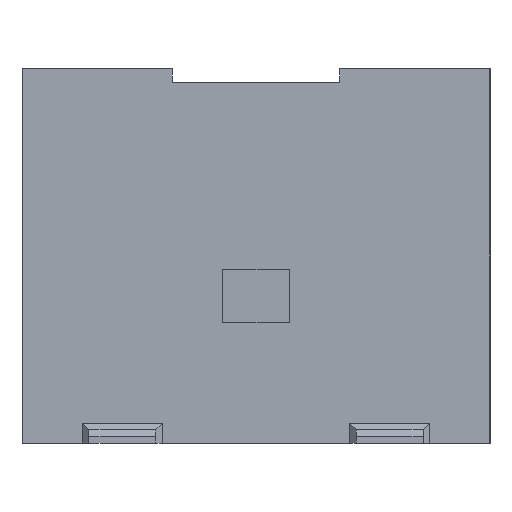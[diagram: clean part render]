
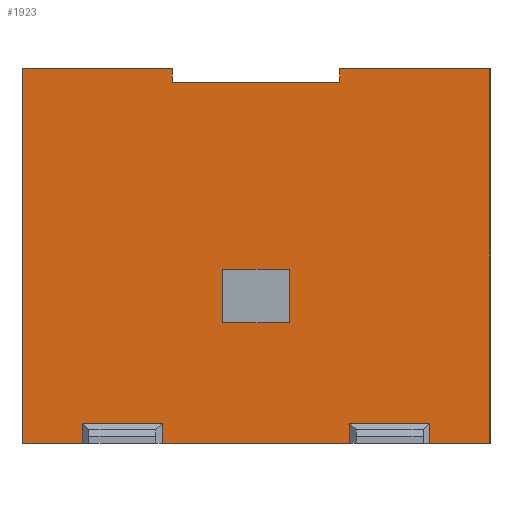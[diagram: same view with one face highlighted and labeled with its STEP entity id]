
A CAD part, left-side view. The second image highlights one B-rep face of the part: STEP entity #1923.
In plain terms, the highlighted planar face has unit normal (-1, 0, 0).
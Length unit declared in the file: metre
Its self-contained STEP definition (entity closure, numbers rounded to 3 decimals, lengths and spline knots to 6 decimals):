
#48=ORIENTED_EDGE('',*,*,#596,.F.);
#49=ORIENTED_EDGE('',*,*,#597,.T.);
#50=ORIENTED_EDGE('',*,*,#598,.T.);
#51=ORIENTED_EDGE('',*,*,#599,.F.);
#52=ORIENTED_EDGE('',*,*,#600,.T.);
#53=ORIENTED_EDGE('',*,*,#601,.T.);
#54=ORIENTED_EDGE('',*,*,#581,.T.);
#55=ORIENTED_EDGE('',*,*,#602,.T.);
#56=ORIENTED_EDGE('',*,*,#603,.F.);
#57=ORIENTED_EDGE('',*,*,#604,.T.);
#58=ORIENTED_EDGE('',*,*,#605,.T.);
#59=ORIENTED_EDGE('',*,*,#606,.T.);
#60=ORIENTED_EDGE('',*,*,#607,.F.);
#61=ORIENTED_EDGE('',*,*,#608,.T.);
#62=ORIENTED_EDGE('',*,*,#609,.T.);
#63=ORIENTED_EDGE('',*,*,#610,.T.);
#64=ORIENTED_EDGE('',*,*,#611,.F.);
#65=ORIENTED_EDGE('',*,*,#612,.F.);
#66=ORIENTED_EDGE('',*,*,#613,.T.);
#67=ORIENTED_EDGE('',*,*,#614,.F.);
#581=EDGE_CURVE('',#856,#855,#1039,.T.);
#596=EDGE_CURVE('',#870,#871,#1054,.T.);
#597=EDGE_CURVE('',#870,#872,#1055,.T.);
#598=EDGE_CURVE('',#872,#873,#1056,.T.);
#599=EDGE_CURVE('',#871,#873,#1057,.T.);
#600=EDGE_CURVE('',#874,#875,#1058,.T.);
#601=EDGE_CURVE('',#875,#856,#1059,.T.);
#602=EDGE_CURVE('',#855,#876,#1060,.T.);
#603=EDGE_CURVE('',#877,#876,#1061,.T.);
#604=EDGE_CURVE('',#877,#878,#1062,.T.);
#605=EDGE_CURVE('',#878,#879,#1063,.T.);
#606=EDGE_CURVE('',#879,#880,#1064,.T.);
#607=EDGE_CURVE('',#881,#880,#1065,.T.);
#608=EDGE_CURVE('',#881,#882,#1066,.T.);
#609=EDGE_CURVE('',#882,#883,#1067,.T.);
#610=EDGE_CURVE('',#883,#884,#1068,.T.);
#611=EDGE_CURVE('',#885,#884,#1069,.T.);
#612=EDGE_CURVE('',#886,#885,#1070,.T.);
#613=EDGE_CURVE('',#886,#887,#1071,.T.);
#614=EDGE_CURVE('',#874,#887,#1072,.T.);
#855=VERTEX_POINT('',#2649);
#856=VERTEX_POINT('',#2651);
#870=VERTEX_POINT('',#2683);
#871=VERTEX_POINT('',#2684);
#872=VERTEX_POINT('',#2686);
#873=VERTEX_POINT('',#2688);
#874=VERTEX_POINT('',#2691);
#875=VERTEX_POINT('',#2692);
#876=VERTEX_POINT('',#2695);
#877=VERTEX_POINT('',#2697);
#878=VERTEX_POINT('',#2699);
#879=VERTEX_POINT('',#2701);
#880=VERTEX_POINT('',#2703);
#881=VERTEX_POINT('',#2705);
#882=VERTEX_POINT('',#2707);
#883=VERTEX_POINT('',#2709);
#884=VERTEX_POINT('',#2711);
#885=VERTEX_POINT('',#2713);
#886=VERTEX_POINT('',#2715);
#887=VERTEX_POINT('',#2717);
#1039=LINE('',#2650,#1301);
#1054=LINE('',#2682,#1316);
#1055=LINE('',#2685,#1317);
#1056=LINE('',#2687,#1318);
#1057=LINE('',#2689,#1319);
#1058=LINE('',#2690,#1320);
#1059=LINE('',#2693,#1321);
#1060=LINE('',#2694,#1322);
#1061=LINE('',#2696,#1323);
#1062=LINE('',#2698,#1324);
#1063=LINE('',#2700,#1325);
#1064=LINE('',#2702,#1326);
#1065=LINE('',#2704,#1327);
#1066=LINE('',#2706,#1328);
#1067=LINE('',#2708,#1329);
#1068=LINE('',#2710,#1330);
#1069=LINE('',#2712,#1331);
#1070=LINE('',#2714,#1332);
#1071=LINE('',#2716,#1333);
#1072=LINE('',#2718,#1334);
#1301=VECTOR('',#2156,1.);
#1316=VECTOR('',#2177,1.);
#1317=VECTOR('',#2178,1.);
#1318=VECTOR('',#2179,1.);
#1319=VECTOR('',#2180,1.);
#1320=VECTOR('',#2181,1.);
#1321=VECTOR('',#2182,1.);
#1322=VECTOR('',#2183,1.);
#1323=VECTOR('',#2184,1.);
#1324=VECTOR('',#2185,1.);
#1325=VECTOR('',#2186,1.);
#1326=VECTOR('',#2187,1.);
#1327=VECTOR('',#2188,1.);
#1328=VECTOR('',#2189,1.);
#1329=VECTOR('',#2190,1.);
#1330=VECTOR('',#2191,1.);
#1331=VECTOR('',#2192,1.);
#1332=VECTOR('',#2193,1.);
#1333=VECTOR('',#2194,1.);
#1334=VECTOR('',#2195,1.);
#1563=EDGE_LOOP('',(#48,#49,#50,#51));
#1564=EDGE_LOOP('',(#52,#53,#54,#55,#56,#57,#58,#59,#60,#61,#62,#63,#64,
#65,#66,#67));
#1695=FACE_BOUND('',#1563,.T.);
#1696=FACE_BOUND('',#1564,.T.);
#1827=PLANE('',#2038);
#1923=ADVANCED_FACE('',(#1695,#1696),#1827,.T.);
#2038=AXIS2_PLACEMENT_3D('',#2681,#2175,#2176);
#2156=DIRECTION('',(0.,1.,0.));
#2175=DIRECTION('',(-1.,0.,0.));
#2176=DIRECTION('',(0.,-1.,0.));
#2177=DIRECTION('',(0.,-1.,0.));
#2178=DIRECTION('',(0.,0.,1.));
#2179=DIRECTION('',(0.,-1.,0.));
#2180=DIRECTION('',(0.,0.,1.));
#2181=DIRECTION('',(0.,1.,0.));
#2182=DIRECTION('',(0.,0.,1.));
#2183=DIRECTION('',(0.,0.,-1.));
#2184=DIRECTION('',(0.,1.,0.));
#2185=DIRECTION('',(0.,0.,1.));
#2186=DIRECTION('',(0.,-1.,0.));
#2187=DIRECTION('',(0.,0.,-1.));
#2188=DIRECTION('',(0.,1.,0.));
#2189=DIRECTION('',(0.,0.,1.));
#2190=DIRECTION('',(0.,-1.,0.));
#2191=DIRECTION('',(0.,0.,-1.));
#2192=DIRECTION('',(0.,1.,0.));
#2193=DIRECTION('',(0.,0.,-1.));
#2194=DIRECTION('',(0.,1.,0.));
#2195=DIRECTION('',(0.,0.,1.));
#2649=CARTESIAN_POINT('',(-0.063775,0.035,0.056));
#2650=CARTESIAN_POINT('',(-0.063775,0.,0.056));
#2651=CARTESIAN_POINT('',(-0.063775,0.0125,0.056));
#2681=CARTESIAN_POINT('',(-0.063775,0.,0.056));
#2682=CARTESIAN_POINT('',(-0.063775,0.,0.018));
#2683=CARTESIAN_POINT('',(-0.063775,0.005,0.018));
#2684=CARTESIAN_POINT('',(-0.063775,-0.005,0.018));
#2685=CARTESIAN_POINT('',(-0.063775,0.005,0.022));
#2686=CARTESIAN_POINT('',(-0.063775,0.005,0.026));
#2687=CARTESIAN_POINT('',(-0.063775,0.,0.026));
#2688=CARTESIAN_POINT('',(-0.063775,-0.005,0.026));
#2689=CARTESIAN_POINT('',(-0.063775,-0.005,0.022));
#2690=CARTESIAN_POINT('',(-0.063775,0.,0.054));
#2691=CARTESIAN_POINT('',(-0.063775,-0.0125,0.054));
#2692=CARTESIAN_POINT('',(-0.063775,0.0125,0.054));
#2693=CARTESIAN_POINT('',(-0.063775,0.0125,0.054));
#2694=CARTESIAN_POINT('',(-0.063775,0.035,0.056));
#2695=CARTESIAN_POINT('',(-0.063775,0.035,0.));
#2696=CARTESIAN_POINT('',(-0.063775,0.,0.));
#2697=CARTESIAN_POINT('',(-0.063775,0.026,0.));
#2698=CARTESIAN_POINT('',(-0.063775,0.026,0.002));
#2699=CARTESIAN_POINT('',(-0.063775,0.026,0.003));
#2700=CARTESIAN_POINT('',(-0.063775,0.015,0.003));
#2701=CARTESIAN_POINT('',(-0.063775,0.014,0.003));
#2702=CARTESIAN_POINT('',(-0.063775,0.014,0.056));
#2703=CARTESIAN_POINT('',(-0.063775,0.014,0.));
#2704=CARTESIAN_POINT('',(-0.063775,0.,0.));
#2705=CARTESIAN_POINT('',(-0.063775,-0.014,0.));
#2706=CARTESIAN_POINT('',(-0.063775,-0.014,0.002));
#2707=CARTESIAN_POINT('',(-0.063775,-0.014,0.003));
#2708=CARTESIAN_POINT('',(-0.063775,-0.025,0.003));
#2709=CARTESIAN_POINT('',(-0.063775,-0.026,0.003));
#2710=CARTESIAN_POINT('',(-0.063775,-0.026,0.056));
#2711=CARTESIAN_POINT('',(-0.063775,-0.026,0.));
#2712=CARTESIAN_POINT('',(-0.063775,0.,0.));
#2713=CARTESIAN_POINT('',(-0.063775,-0.035,0.));
#2714=CARTESIAN_POINT('',(-0.063775,-0.035,0.056));
#2715=CARTESIAN_POINT('',(-0.063775,-0.035,0.056));
#2716=CARTESIAN_POINT('',(-0.063775,0.,0.056));
#2717=CARTESIAN_POINT('',(-0.063775,-0.0125,0.056));
#2718=CARTESIAN_POINT('',(-0.063775,-0.0125,0.054));
